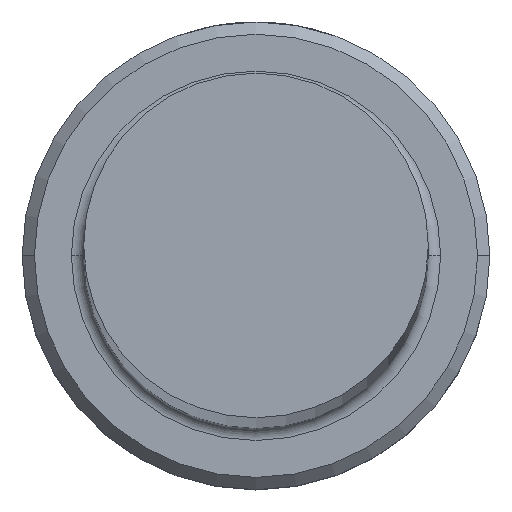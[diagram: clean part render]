
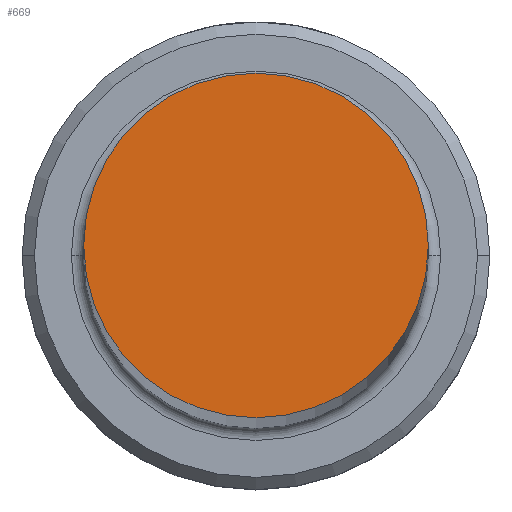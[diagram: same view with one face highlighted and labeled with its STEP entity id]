
A CAD part, top view. The second image highlights one B-rep face of the part: STEP entity #669.
In plain terms, the highlighted planar face has unit normal (0, 0, 1).
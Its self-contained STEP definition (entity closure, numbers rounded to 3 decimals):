
#69 = CARTESIAN_POINT ( 'NONE',  ( 7., 0., 250. ) ) ;
#76 = DIRECTION ( 'NONE',  ( 1., 0., 0. ) ) ;
#128 = CARTESIAN_POINT ( 'NONE',  ( 0., 0., 250. ) ) ;
#170 = DIRECTION ( 'NONE',  ( 0., 0., 1. ) ) ;
#177 = CARTESIAN_POINT ( 'NONE',  ( 0., 0., 250. ) ) ;
#224 = ORIENTED_EDGE ( 'NONE', *, *, #270, .T. ) ;
#228 = DIRECTION ( 'NONE',  ( 1., 0., 0. ) ) ;
#252 = VERTEX_POINT ( 'NONE', #69 ) ;
#254 = AXIS2_PLACEMENT_3D ( 'NONE', #177, #170, #76 ) ;
#270 = EDGE_CURVE ( 'NONE', #252, #287, #1009, .T. ) ;
#287 = VERTEX_POINT ( 'NONE', #728 ) ;
#329 = CARTESIAN_POINT ( 'NONE',  ( 0., 0., 250. ) ) ;
#353 = EDGE_LOOP ( 'NONE', ( #1011, #224 ) ) ;
#524 = PLANE ( 'NONE',  #1096 ) ;
#619 = DIRECTION ( 'NONE',  ( 1., 0., 0. ) ) ;
#669 = ADVANCED_FACE ( 'NONE', ( #884 ), #524, .T. ) ;
#728 = CARTESIAN_POINT ( 'NONE',  ( -7., 0., 250. ) ) ;
#794 = DIRECTION ( 'NONE',  ( 0., 0., 1. ) ) ;
#884 = FACE_OUTER_BOUND ( 'NONE', #353, .T. ) ;
#894 = EDGE_CURVE ( 'NONE', #287, #252, #1154, .T. ) ;
#957 = AXIS2_PLACEMENT_3D ( 'NONE', #128, #794, #228 ) ;
#1009 = CIRCLE ( 'NONE', #254, 7. ) ;
#1011 = ORIENTED_EDGE ( 'NONE', *, *, #894, .T. ) ;
#1096 = AXIS2_PLACEMENT_3D ( 'NONE', #329, #1149, #619 ) ;
#1149 = DIRECTION ( 'NONE',  ( 0., 0., 1. ) ) ;
#1154 = CIRCLE ( 'NONE', #957, 7. ) ;
